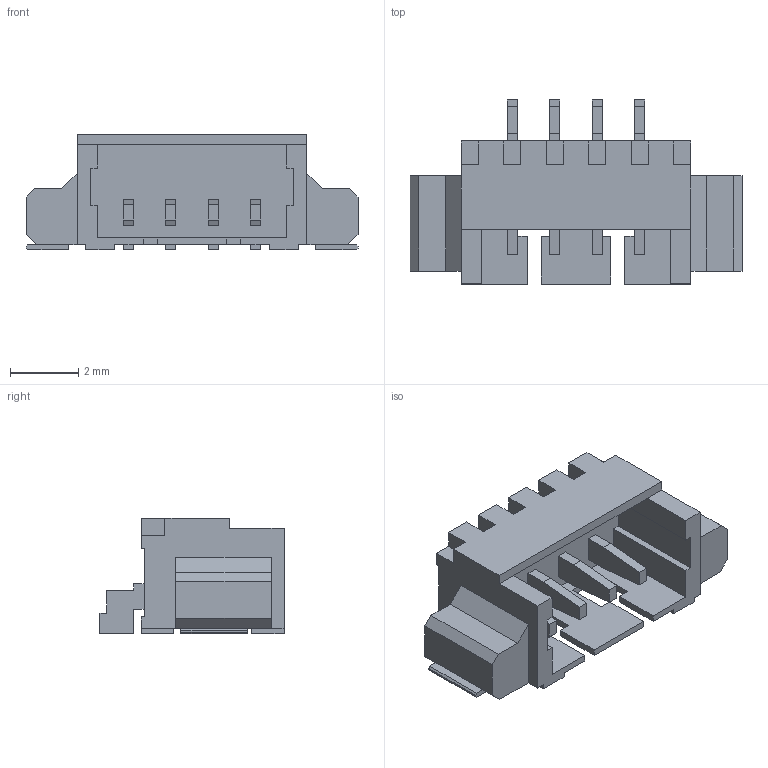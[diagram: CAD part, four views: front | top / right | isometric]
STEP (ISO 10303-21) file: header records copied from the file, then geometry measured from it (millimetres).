
FILE_DESCRIPTION (( 'STEP AP214' ), '1' );
FILE_NAME ('Wafer4L1_25s.STEP', '2017-12-21T13:42:44', ( 'Microsoft' ), ( 'Microsoft' ), 'SwSTEP 2.0', 'SolidWorks 2017', '' );
FILE_SCHEMA (( 'AUTOMOTIVE_DESIGN' ));
Length unit declared in the file: millimetre
Products named in the file (8): 66049_06; 66049_05; 66049_04; 66049_03; 66049_02; 66049_01; Wafer4L1_25s; 66049_07
Assembly tree (7 placements, depth 2):
  Wafer4L1_25s
    66049_01
    66049_02
    66049_03
    66049_04
    66049_05
    66049_06
    66049_07
Bounding box: 9.75 x 5.41 x 3.4 mm (x, y, z)
Volume: 56.9 mm3; surface area: 275 mm2
Topology: 7 solids, 7 shells, 216 faces, 596 edges, 394 vertices
Faces by surface type: plane 216
Entity records: 9442 total; most frequent: CARTESIAN_POINT 1216, ORIENTED_EDGE 1192, DIRECTION 1048, LINE 596, VECTOR 596, EDGE_CURVE 596, VERTEX_POINT 394, UNCERTAINTY_MEASURE_WITH_UNIT 238
